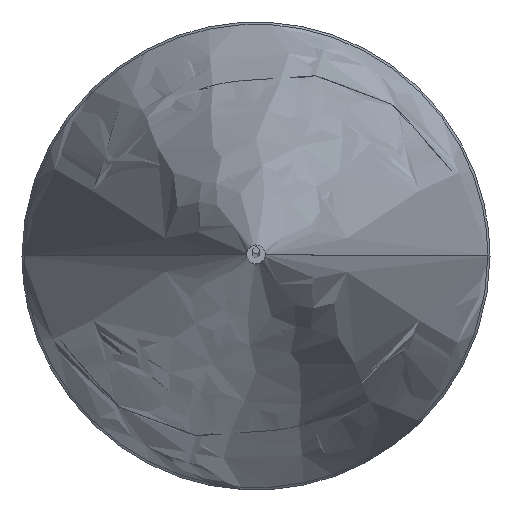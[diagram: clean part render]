
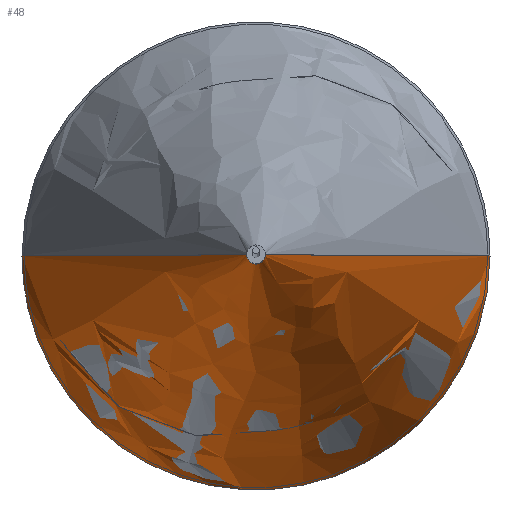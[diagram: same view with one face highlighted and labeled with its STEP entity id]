
A CAD part, top view. The second image highlights one B-rep face of the part: STEP entity #48.
In plain terms, the highlighted free-form (B-spline) face has degree [2, 1] with [5, 2] control points.
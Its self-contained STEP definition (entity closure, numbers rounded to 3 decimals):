
#22=(
BOUNDED_SURFACE()
B_SPLINE_SURFACE(2,1,((#424,#425),(#426,#427),(#428,#429),(#430,#431),(#432,
#433)),.UNSPECIFIED.,.F.,.F.,.F.)
B_SPLINE_SURFACE_WITH_KNOTS((3,2,3),(2,2),(0.,85.009,170.018),
(0.,1320.741),.UNSPECIFIED.)
GEOMETRIC_REPRESENTATION_ITEM()
RATIONAL_B_SPLINE_SURFACE(((1.,1.),(0.707,0.707),
(1.,1.),(0.707,0.707),(1.,1.)))
REPRESENTATION_ITEM('')
SURFACE()
);
#31=B_SPLINE_CURVE_WITH_KNOTS('',1,(#463,#464),.UNSPECIFIED.,.F.,.F.,(2,
2),(52.83,1320.741),.UNSPECIFIED.);
#32=B_SPLINE_CURVE_WITH_KNOTS('',1,(#465,#466),.UNSPECIFIED.,.F.,.F.,(2,
2),(52.83,1320.741),.UNSPECIFIED.);
#48=ADVANCED_FACE('',(#62),#22,.T.);
#62=FACE_OUTER_BOUND('',#76,.T.);
#76=EDGE_LOOP('',(#110,#111,#112,#113));
#110=ORIENTED_EDGE('',*,*,#146,.T.);
#111=ORIENTED_EDGE('',*,*,#147,.T.);
#112=ORIENTED_EDGE('',*,*,#145,.F.);
#113=ORIENTED_EDGE('',*,*,#144,.F.);
#144=EDGE_CURVE('',#191,#190,#170,.T.);
#145=EDGE_CURVE('',#190,#189,#31,.T.);
#146=EDGE_CURVE('',#191,#192,#32,.T.);
#147=EDGE_CURVE('',#192,#189,#171,.T.);
#170=(
BOUNDED_CURVE()
B_SPLINE_CURVE(2,(#458,#459,#460,#461,#462),.UNSPECIFIED.,.F.,.F.)
B_SPLINE_CURVE_WITH_KNOTS((3,2,3),(-25.133,-18.85,
-12.566),.UNSPECIFIED.)
CURVE()
GEOMETRIC_REPRESENTATION_ITEM()
RATIONAL_B_SPLINE_CURVE((1.,0.707,1.,0.707,1.))
REPRESENTATION_ITEM('')
);
#171=(
BOUNDED_CURVE()
B_SPLINE_CURVE(2,(#467,#468,#469,#470,#471),.UNSPECIFIED.,.F.,.F.)
B_SPLINE_CURVE_WITH_KNOTS((3,2,3),(-170.018,-85.009,
0.),.UNSPECIFIED.)
CURVE()
GEOMETRIC_REPRESENTATION_ITEM()
RATIONAL_B_SPLINE_CURVE((1.,0.707,1.,0.707,1.))
REPRESENTATION_ITEM('')
);
#189=VERTEX_POINT('',#444);
#190=VERTEX_POINT('',#445);
#191=VERTEX_POINT('',#446);
#192=VERTEX_POINT('',#447);
#424=CARTESIAN_POINT('',(0.,0.,796.529));
#425=CARTESIAN_POINT('',(-100.,0.,471.529));
#426=CARTESIAN_POINT('',(0.,0.,796.529));
#427=CARTESIAN_POINT('',(-100.,-100.,471.529));
#428=CARTESIAN_POINT('',(0.,0.,796.529));
#429=CARTESIAN_POINT('',(0.,-100.,471.529));
#430=CARTESIAN_POINT('',(0.,0.,796.529));
#431=CARTESIAN_POINT('',(100.,-100.,471.529));
#432=CARTESIAN_POINT('',(0.,0.,796.529));
#433=CARTESIAN_POINT('',(100.,0.,471.529));
#444=CARTESIAN_POINT('',(-100.,0.,471.529));
#445=CARTESIAN_POINT('',(-4.,0.,783.529));
#446=CARTESIAN_POINT('',(4.,0.,783.529));
#447=CARTESIAN_POINT('',(100.,0.,471.529));
#458=CARTESIAN_POINT('',(4.,0.,783.529));
#459=CARTESIAN_POINT('',(4.,-4.,783.529));
#460=CARTESIAN_POINT('',(0.,-4.,783.529));
#461=CARTESIAN_POINT('',(-4.,-4.,783.529));
#462=CARTESIAN_POINT('',(-4.,0.,783.529));
#463=CARTESIAN_POINT('',(-4.,0.,783.529));
#464=CARTESIAN_POINT('',(-100.,0.,471.529));
#465=CARTESIAN_POINT('',(4.,0.,783.529));
#466=CARTESIAN_POINT('',(100.,0.,471.529));
#467=CARTESIAN_POINT('',(100.,0.,471.529));
#468=CARTESIAN_POINT('',(100.,-100.,471.529));
#469=CARTESIAN_POINT('',(0.,-100.,471.529));
#470=CARTESIAN_POINT('',(-100.,-100.,471.529));
#471=CARTESIAN_POINT('',(-100.,0.,471.529));
